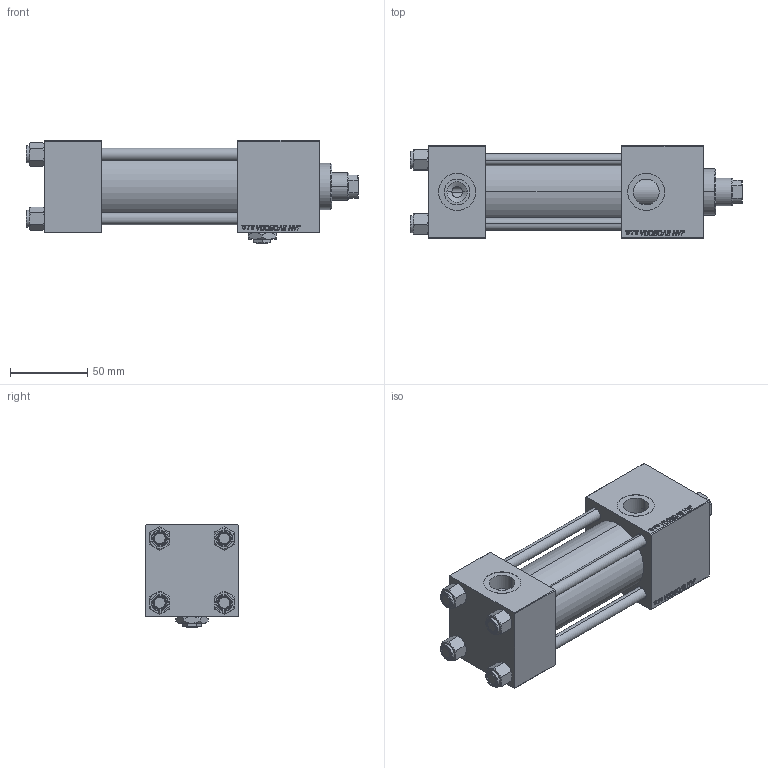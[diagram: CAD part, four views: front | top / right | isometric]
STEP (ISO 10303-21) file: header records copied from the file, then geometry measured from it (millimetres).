
FILE_DESCRIPTION (( 'STEP AP203' ), '1' );
FILE_NAME ('a7f6.STEP', '2023-08-23T06:58:39', ( '' ), ( '' ), 'SwSTEP 2.0', 'SolidWorks 2019', '' );
FILE_SCHEMA (( 'CONFIG_CONTROL_DESIGN' ));
Length unit declared in the file: millimetre
Products named in the file (7): a7f6; V215CR_C_TYCINKA e8b3886dfdab563dbaebacff7e23dfa3; Zatka_pro_OIL_PORT e8b3886dfdab563dbaebacff7e23dfa3; V215_VC_A e8b3886dfdab563dbaebacff7e23dfa3; V215CR_C_Body e8b3886dfdab563dbaebacff7e23dfa3; V215CR_VCP_C e8b3886dfdab563dbaebacff7e23dfa3; NUT_M5_C e8b3886dfdab563dbaebacff7e23dfa3
Assembly tree (12 placements, depth 2):
  a7f6
    V215CR_C_Body e8b3886dfdab563dbaebacff7e23dfa3
    V215CR_VCP_C e8b3886dfdab563dbaebacff7e23dfa3
    NUT_M5_C e8b3886dfdab563dbaebacff7e23dfa3  x4
    V215CR_C_TYCINKA e8b3886dfdab563dbaebacff7e23dfa3  x4
    V215_VC_A e8b3886dfdab563dbaebacff7e23dfa3
    Zatka_pro_OIL_PORT e8b3886dfdab563dbaebacff7e23dfa3
Bounding box: 215 x 60 x 67 mm (x, y, z)
Volume: 426502.1 mm3; surface area: 119413.6 mm2
Topology: 12 solids, 12 shells, 1196 faces, 2989 edges, 1935 vertices
Faces by surface type: plane 550, bspline 392, cone 156, cylinder 90, torus 8
Entity records: 51930 total; most frequent: CARTESIAN_POINT 27682, ORIENTED_EDGE 5470, DIRECTION 3495, EDGE_CURVE 2735, VERTEX_POINT 1791, LINE 1631, VECTOR 1631, EDGE_LOOP 1208
